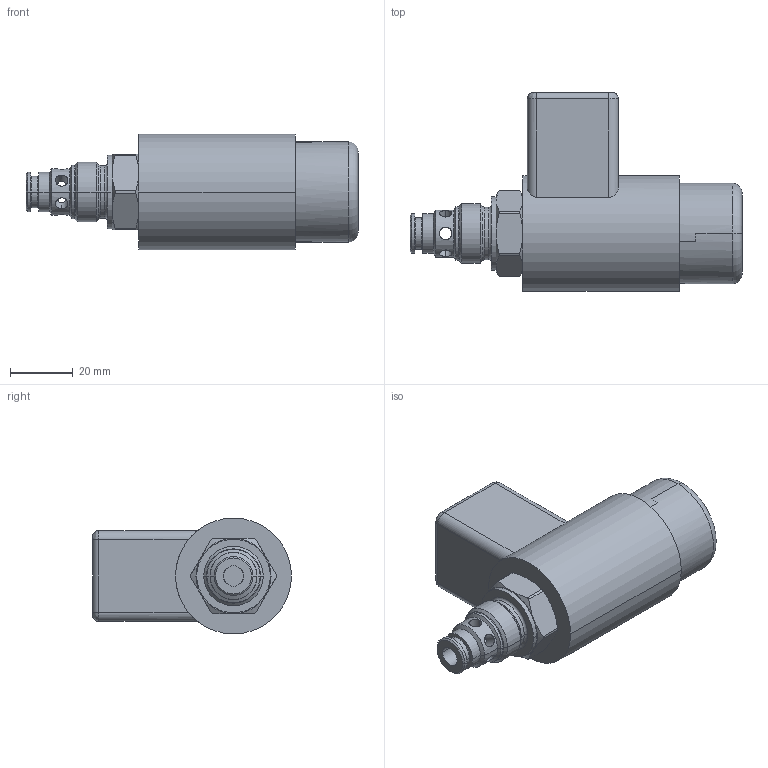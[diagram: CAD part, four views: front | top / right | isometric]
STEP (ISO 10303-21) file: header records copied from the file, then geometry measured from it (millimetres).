
FILE_DESCRIPTION((''),'2;1');
FILE_NAME('SD3E_A2_H','2011-03-14T',('tvatras'),(''),'PRO/ENGINEER BY PARAMETRIC TECHNOLOGY CORPORATION, 2010180','PRO/ENGINEER BY PARAMETRIC TECHNOLOGY CORPORATION, 2010180','');
FILE_SCHEMA(('CONFIG_CONTROL_DESIGN'));
Length unit declared in the file: millimetre
Products named in the file (1): SD3E_A2_H
Bounding box: 106 x 63.5 x 37 mm (x, y, z)
Volume: 102117 mm3; surface area: 16430 mm2
Topology: 1 solids, 4 shells, 116 faces, 297 edges, 186 vertices
Faces by surface type: cylinder 56, cone 24, plane 22, torus 10, bspline 4
Entity records: 4038 total; most frequent: CARTESIAN_POINT 1221, DIRECTION 582, ORIENTED_EDGE 580, EDGE_CURVE 294, AXIS2_PLACEMENT_3D 247, VERTEX_POINT 184, CIRCLE 133, EDGE_LOOP 130
